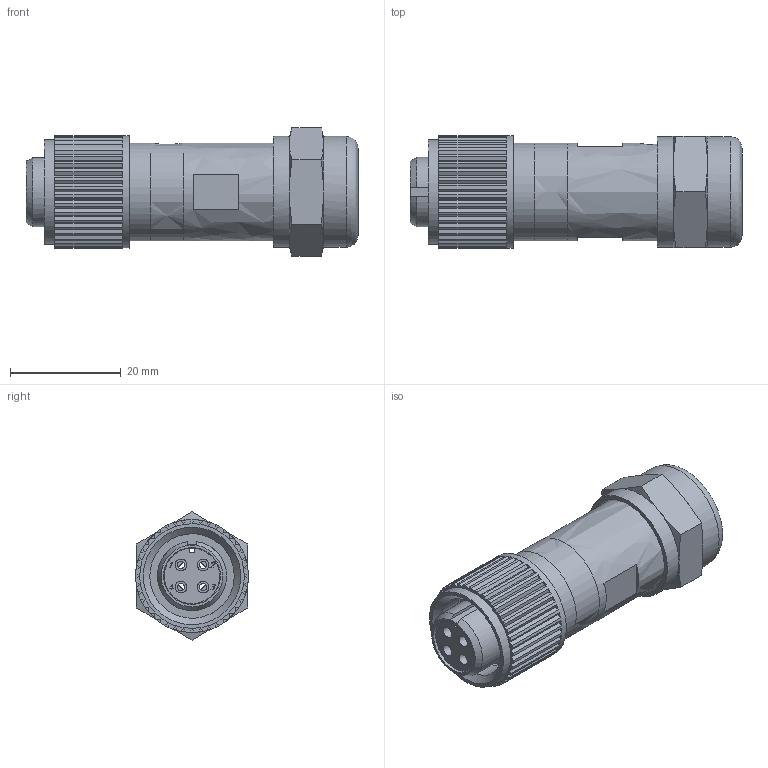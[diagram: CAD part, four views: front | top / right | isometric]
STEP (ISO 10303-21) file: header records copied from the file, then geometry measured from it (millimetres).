
FILE_DESCRIPTION(('FreeCAD Model'),'2;1');
FILE_NAME('Open CASCADE Shape Model','2025-05-05T03:44:11',('FreeCAD'),( 'FreeCAD'),'Open CASCADE STEP processor 7.6','FreeCAD','Unknown');
FILE_SCHEMA(('AUTOMOTIVE_DESIGN { 1 0 10303 214 1 1 1 1 }'));
Products named in the file (1): Open CASCADE STEP translator 7.6 1
Bounding box: 59.83 x 20.34 x 23.11 mm (x, y, z)
Volume: 11033.7 mm3; surface area: 16080.5 mm2
Topology: 14 solids, 14 shells, 1469 faces, 4225 edges, 2801 vertices
Faces by surface type: bspline 1469
Entity records: 45455 total; most frequent: CARTESIAN_POINT 20395, ORIENTED_EDGE 8450, EDGE_CURVE 4225, B_SPLINE_CURVE_WITH_KNOTS 3736, VERTEX_POINT 2801, FACE_BOUND 1521, EDGE_LOOP 1521, ADVANCED_FACE 1469
